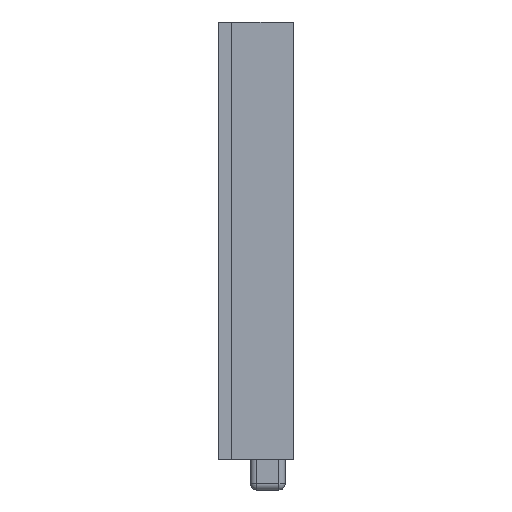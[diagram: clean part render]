
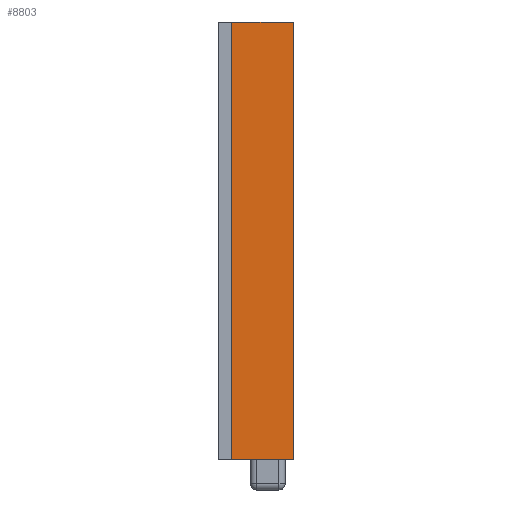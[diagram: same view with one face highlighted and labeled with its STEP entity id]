
A CAD part, left-side view. The second image highlights one B-rep face of the part: STEP entity #8803.
In plain terms, the highlighted planar face has unit normal (-1, 0, 0).
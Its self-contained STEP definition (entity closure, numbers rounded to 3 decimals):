
#516 = LINE ( 'NONE', #4492, #8530 ) ;
#690 = CARTESIAN_POINT ( 'NONE',  ( -72.25, 0., -2. ) ) ;
#1045 = CARTESIAN_POINT ( 'NONE',  ( -72.25, 0., -2. ) ) ;
#1399 = PLANE ( 'NONE',  #3229 ) ;
#1444 = VECTOR ( 'NONE', #7237, 1000. ) ;
#1618 = VECTOR ( 'NONE', #6197, 1000. ) ;
#2038 = VECTOR ( 'NONE', #8211, 1000. ) ;
#2789 = DIRECTION ( 'NONE',  ( 0., 0., 1. ) ) ;
#2958 = ORIENTED_EDGE ( 'NONE', *, *, #4754, .F. ) ;
#3229 = AXIS2_PLACEMENT_3D ( 'NONE', #690, #8970, #9831 ) ;
#3502 = CARTESIAN_POINT ( 'NONE',  ( -72.25, -53.25, -2. ) ) ;
#3551 = EDGE_LOOP ( 'NONE', ( #6375, #6716, #2958, #8682 ) ) ;
#3824 = CARTESIAN_POINT ( 'NONE',  ( -72.25, 53.25, -2. ) ) ;
#4017 = LINE ( 'NONE', #1045, #1444 ) ;
#4492 = CARTESIAN_POINT ( 'NONE',  ( -72.25, -53.25, -2. ) ) ;
#4754 = EDGE_CURVE ( 'NONE', #5159, #5922, #7645, .T. ) ;
#4868 = VERTEX_POINT ( 'NONE', #8638 ) ;
#5159 = VERTEX_POINT ( 'NONE', #8482 ) ;
#5173 = LINE ( 'NONE', #9750, #2038 ) ;
#5481 = EDGE_CURVE ( 'NONE', #5922, #4868, #5173, .T. ) ;
#5922 = VERTEX_POINT ( 'NONE', #8897 ) ;
#6197 = DIRECTION ( 'NONE',  ( 0., 0., 1. ) ) ;
#6375 = ORIENTED_EDGE ( 'NONE', *, *, #9588, .T. ) ;
#6611 = EDGE_CURVE ( 'NONE', #5159, #6779, #4017, .T. ) ;
#6716 = ORIENTED_EDGE ( 'NONE', *, *, #5481, .F. ) ;
#6779 = VERTEX_POINT ( 'NONE', #3502 ) ;
#7237 = DIRECTION ( 'NONE',  ( 0., -1., 0. ) ) ;
#7472 = FACE_OUTER_BOUND ( 'NONE', #3551, .T. ) ;
#7645 = LINE ( 'NONE', #3824, #1618 ) ;
#8211 = DIRECTION ( 'NONE',  ( 0., -1., 0. ) ) ;
#8482 = CARTESIAN_POINT ( 'NONE',  ( -72.25, 53.25, -2. ) ) ;
#8530 = VECTOR ( 'NONE', #2789, 1000. ) ;
#8638 = CARTESIAN_POINT ( 'NONE',  ( -72.25, -53.25, 13. ) ) ;
#8682 = ORIENTED_EDGE ( 'NONE', *, *, #6611, .T. ) ;
#8803 = ADVANCED_FACE ( 'NONE', ( #7472 ), #1399, .T. ) ;
#8897 = CARTESIAN_POINT ( 'NONE',  ( -72.25, 53.25, 13. ) ) ;
#8970 = DIRECTION ( 'NONE',  ( -1., 0., 0. ) ) ;
#9588 = EDGE_CURVE ( 'NONE', #6779, #4868, #516, .T. ) ;
#9750 = CARTESIAN_POINT ( 'NONE',  ( -72.25, 53.25, 13. ) ) ;
#9831 = DIRECTION ( 'NONE',  ( 0., -1., 0. ) ) ;
